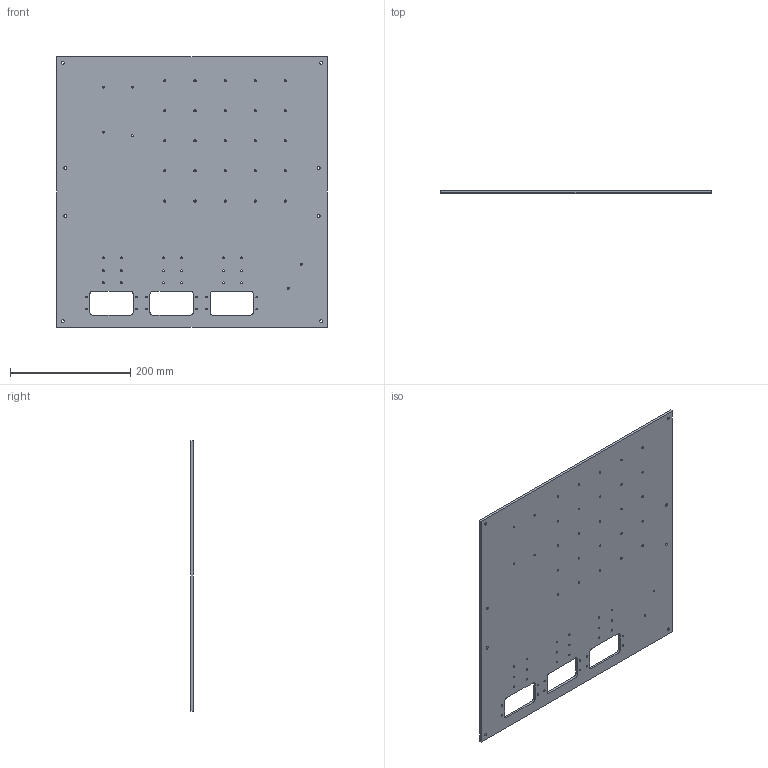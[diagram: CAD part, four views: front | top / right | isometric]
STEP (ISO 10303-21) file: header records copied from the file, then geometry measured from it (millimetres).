
FILE_DESCRIPTION(/* description */ (''),/* implementation_level */ '2;1');
FILE_NAME(/* name */ 'GSE-021-EGSE-0001-01 - Ground plate.stp',/* time_stamp */ '2021-03-15T14:51:46+01:00',/* author */ ('elena.garombo'),/* organization */ (''),/* preprocessor_version */ 'ST-DEVELOPER v18.1',/* originating_system */ 'Autodesk Inventor 2020',/* authorisation */ '');
FILE_SCHEMA (('AUTOMOTIVE_DESIGN { 1 0 10303 214 3 1 1 }'));
Length unit declared in the file: millimetre
Products named in the file (1): GSE-021-EGSE-0001-01 - Ground plate
Bounding box: 450 x 4 x 450 mm (x, y, z)
Volume: 773270.1 mm3; surface area: 399290.2 mm2
Topology: 1 solids, 1 shells, 99 faces, 360 edges, 263 vertices
Faces by surface type: cylinder 81, plane 18
Full cylindrical faces by diameter (mm): 2.9 x30, 3.4 x31, 4.5 x8
Entity records: 4406 total; most frequent: DIRECTION 791, CARTESIAN_POINT 723, ORIENTED_EDGE 720, EDGE_CURVE 360, AXIS2_PLACEMENT_3D 331, VERTEX_POINT 263, EDGE_LOOP 243, CIRCLE 231
